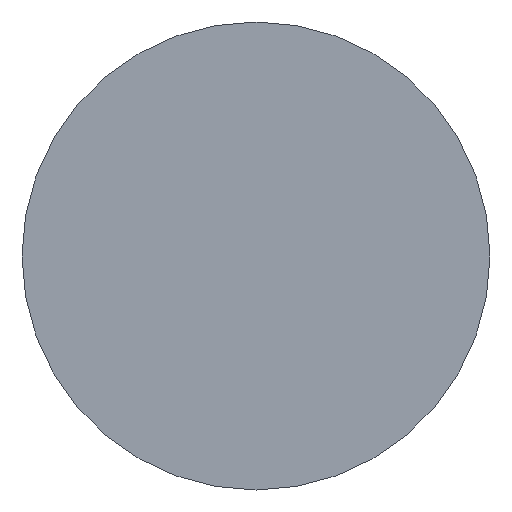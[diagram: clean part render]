
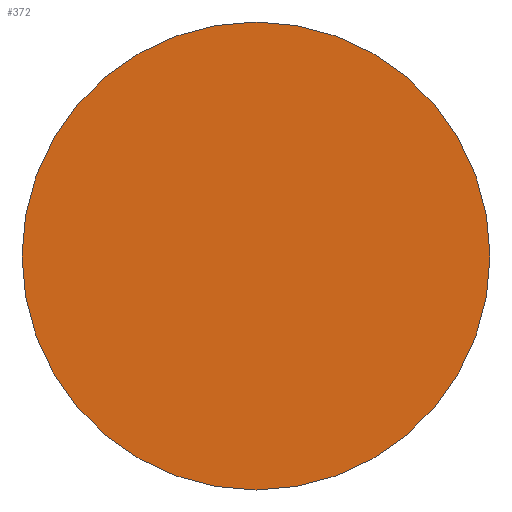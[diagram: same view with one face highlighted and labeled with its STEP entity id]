
A CAD part, front view. The second image highlights one B-rep face of the part: STEP entity #372.
In plain terms, the highlighted planar face has unit normal (0, -1, 0).
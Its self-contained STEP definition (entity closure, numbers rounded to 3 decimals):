
#33 = CYLINDRICAL_SURFACE('',#34,0.5);
#34 = AXIS2_PLACEMENT_3D('',#35,#36,#37);
#35 = CARTESIAN_POINT('',(0.,0.26,0.));
#36 = DIRECTION('',(0.,-1.,0.));
#37 = DIRECTION('',(1.,0.,0.));
#80 = VERTEX_POINT('',#81);
#81 = CARTESIAN_POINT('',(0.5,-0.25,0.));
#117 = CYLINDRICAL_SURFACE('',#118,0.5);
#118 = AXIS2_PLACEMENT_3D('',#119,#120,#121);
#119 = CARTESIAN_POINT('',(0.,0.26,0.));
#120 = DIRECTION('',(0.,-1.,0.));
#121 = DIRECTION('',(-1.,0.,0.));
#151 = EDGE_CURVE('',#80,#152,#154,.T.);
#152 = VERTEX_POINT('',#153);
#153 = CARTESIAN_POINT('',(-0.5,-0.25,0.));
#154 = SURFACE_CURVE('',#155,(#160,#189),.PCURVE_S1.);
#155 = CIRCLE('',#156,0.5);
#156 = AXIS2_PLACEMENT_3D('',#157,#158,#159);
#157 = CARTESIAN_POINT('',(0.,-0.25,0.));
#158 = DIRECTION('',(0.,1.,0.));
#159 = DIRECTION('',(1.,0.,0.));
#160 = PCURVE('',#33,#161);
#161 = DEFINITIONAL_REPRESENTATION('',(#162),#188);
#162 = B_SPLINE_CURVE_WITH_KNOTS('',3,(#163,#164,#165,#166,#167,#168,
    #169,#170,#171,#172,#173,#174,#175,#176,#177,#178,#179,#180,#181,
    #182,#183,#184,#185,#186,#187),.UNSPECIFIED.,.F.,.F.,(4,1,1,1,1,1,1,
    1,1,1,1,1,1,1,1,1,1,1,1,1,1,1,4),(0.,0.143,0.286,
    0.428,0.571,0.714,0.857,
    1.,1.142,1.285,1.428,
    1.571,1.714,1.856,1.999,
    2.142,2.285,2.428,2.57,
    2.713,2.856,2.999,3.142),
  .QUASI_UNIFORM_KNOTS.);
#163 = CARTESIAN_POINT('',(6.283,0.51));
#164 = CARTESIAN_POINT('',(6.236,0.51));
#165 = CARTESIAN_POINT('',(6.14,0.51));
#166 = CARTESIAN_POINT('',(5.998,0.51));
#167 = CARTESIAN_POINT('',(5.855,0.51));
#168 = CARTESIAN_POINT('',(5.712,0.51));
#169 = CARTESIAN_POINT('',(5.569,0.51));
#170 = CARTESIAN_POINT('',(5.426,0.51));
#171 = CARTESIAN_POINT('',(5.284,0.51));
#172 = CARTESIAN_POINT('',(5.141,0.51));
#173 = CARTESIAN_POINT('',(4.998,0.51));
#174 = CARTESIAN_POINT('',(4.855,0.51));
#175 = CARTESIAN_POINT('',(4.712,0.51));
#176 = CARTESIAN_POINT('',(4.57,0.51));
#177 = CARTESIAN_POINT('',(4.427,0.51));
#178 = CARTESIAN_POINT('',(4.284,0.51));
#179 = CARTESIAN_POINT('',(4.141,0.51));
#180 = CARTESIAN_POINT('',(3.998,0.51));
#181 = CARTESIAN_POINT('',(3.856,0.51));
#182 = CARTESIAN_POINT('',(3.713,0.51));
#183 = CARTESIAN_POINT('',(3.57,0.51));
#184 = CARTESIAN_POINT('',(3.427,0.51));
#185 = CARTESIAN_POINT('',(3.284,0.51));
#186 = CARTESIAN_POINT('',(3.189,0.51));
#187 = CARTESIAN_POINT('',(3.142,0.51));
#188 = ( GEOMETRIC_REPRESENTATION_CONTEXT(2) 
PARAMETRIC_REPRESENTATION_CONTEXT() REPRESENTATION_CONTEXT('2D SPACE',''
  ) );
#189 = PCURVE('',#190,#195);
#190 = PLANE('',#191);
#191 = AXIS2_PLACEMENT_3D('',#192,#193,#194);
#192 = CARTESIAN_POINT('',(0.,-0.25,0.));
#193 = DIRECTION('',(0.,-1.,0.));
#194 = DIRECTION('',(1.,0.,0.));
#195 = DEFINITIONAL_REPRESENTATION('',(#196),#204);
#196 = ( BOUNDED_CURVE() B_SPLINE_CURVE(2,(#197,#198,#199,#200,#201,#202
,#203),.UNSPECIFIED.,.F.,.F.) B_SPLINE_CURVE_WITH_KNOTS((1,2,2,2,2,1),(
    -2.094,0.,2.094,4.189,6.283,
8.378),.UNSPECIFIED.) CURVE() GEOMETRIC_REPRESENTATION_ITEM() 
RATIONAL_B_SPLINE_CURVE((1.,0.5,1.,0.5,1.,0.5,1.)) REPRESENTATION_ITEM(
  '') );
#197 = CARTESIAN_POINT('',(0.5,0.));
#198 = CARTESIAN_POINT('',(0.5,-0.866));
#199 = CARTESIAN_POINT('',(-0.25,-0.433));
#200 = CARTESIAN_POINT('',(-1.,0.));
#201 = CARTESIAN_POINT('',(-0.25,0.433));
#202 = CARTESIAN_POINT('',(0.5,0.866));
#203 = CARTESIAN_POINT('',(0.5,0.));
#204 = ( GEOMETRIC_REPRESENTATION_CONTEXT(2) 
PARAMETRIC_REPRESENTATION_CONTEXT() REPRESENTATION_CONTEXT('2D SPACE',''
  ) );
#274 = EDGE_CURVE('',#152,#80,#275,.T.);
#275 = SURFACE_CURVE('',#276,(#281,#310),.PCURVE_S1.);
#276 = CIRCLE('',#277,0.5);
#277 = AXIS2_PLACEMENT_3D('',#278,#279,#280);
#278 = CARTESIAN_POINT('',(0.,-0.25,0.));
#279 = DIRECTION('',(0.,1.,0.));
#280 = DIRECTION('',(-1.,0.,0.));
#281 = PCURVE('',#117,#282);
#282 = DEFINITIONAL_REPRESENTATION('',(#283),#309);
#283 = B_SPLINE_CURVE_WITH_KNOTS('',3,(#284,#285,#286,#287,#288,#289,
    #290,#291,#292,#293,#294,#295,#296,#297,#298,#299,#300,#301,#302,
    #303,#304,#305,#306,#307,#308),.UNSPECIFIED.,.F.,.F.,(4,1,1,1,1,1,1,
    1,1,1,1,1,1,1,1,1,1,1,1,1,1,1,4),(0.,0.143,0.286,
    0.428,0.571,0.714,0.857,
    1.,1.142,1.285,1.428,
    1.571,1.714,1.856,1.999,
    2.142,2.285,2.428,2.57,
    2.713,2.856,2.999,3.142),
  .QUASI_UNIFORM_KNOTS.);
#284 = CARTESIAN_POINT('',(6.283,0.51));
#285 = CARTESIAN_POINT('',(6.236,0.51));
#286 = CARTESIAN_POINT('',(6.14,0.51));
#287 = CARTESIAN_POINT('',(5.998,0.51));
#288 = CARTESIAN_POINT('',(5.855,0.51));
#289 = CARTESIAN_POINT('',(5.712,0.51));
#290 = CARTESIAN_POINT('',(5.569,0.51));
#291 = CARTESIAN_POINT('',(5.426,0.51));
#292 = CARTESIAN_POINT('',(5.284,0.51));
#293 = CARTESIAN_POINT('',(5.141,0.51));
#294 = CARTESIAN_POINT('',(4.998,0.51));
#295 = CARTESIAN_POINT('',(4.855,0.51));
#296 = CARTESIAN_POINT('',(4.712,0.51));
#297 = CARTESIAN_POINT('',(4.57,0.51));
#298 = CARTESIAN_POINT('',(4.427,0.51));
#299 = CARTESIAN_POINT('',(4.284,0.51));
#300 = CARTESIAN_POINT('',(4.141,0.51));
#301 = CARTESIAN_POINT('',(3.998,0.51));
#302 = CARTESIAN_POINT('',(3.856,0.51));
#303 = CARTESIAN_POINT('',(3.713,0.51));
#304 = CARTESIAN_POINT('',(3.57,0.51));
#305 = CARTESIAN_POINT('',(3.427,0.51));
#306 = CARTESIAN_POINT('',(3.284,0.51));
#307 = CARTESIAN_POINT('',(3.189,0.51));
#308 = CARTESIAN_POINT('',(3.142,0.51));
#309 = ( GEOMETRIC_REPRESENTATION_CONTEXT(2) 
PARAMETRIC_REPRESENTATION_CONTEXT() REPRESENTATION_CONTEXT('2D SPACE',''
  ) );
#310 = PCURVE('',#190,#311);
#311 = DEFINITIONAL_REPRESENTATION('',(#312),#320);
#312 = ( BOUNDED_CURVE() B_SPLINE_CURVE(2,(#313,#314,#315,#316,#317,#318
,#319),.UNSPECIFIED.,.F.,.F.) B_SPLINE_CURVE_WITH_KNOTS((1,2,2,2,2,1),(
    -2.094,0.,2.094,4.189,6.283,
8.378),.UNSPECIFIED.) CURVE() GEOMETRIC_REPRESENTATION_ITEM() 
RATIONAL_B_SPLINE_CURVE((1.,0.5,1.,0.5,1.,0.5,1.)) REPRESENTATION_ITEM(
  '') );
#313 = CARTESIAN_POINT('',(-0.5,0.));
#314 = CARTESIAN_POINT('',(-0.5,0.866));
#315 = CARTESIAN_POINT('',(0.25,0.433));
#316 = CARTESIAN_POINT('',(1.,0.));
#317 = CARTESIAN_POINT('',(0.25,-0.433));
#318 = CARTESIAN_POINT('',(-0.5,-0.866));
#319 = CARTESIAN_POINT('',(-0.5,0.));
#320 = ( GEOMETRIC_REPRESENTATION_CONTEXT(2) 
PARAMETRIC_REPRESENTATION_CONTEXT() REPRESENTATION_CONTEXT('2D SPACE',''
  ) );
#372 = ADVANCED_FACE('',(#373),#190,.T.);
#373 = FACE_BOUND('',#374,.F.);
#374 = EDGE_LOOP('',(#375,#376));
#375 = ORIENTED_EDGE('',*,*,#151,.T.);
#376 = ORIENTED_EDGE('',*,*,#274,.T.);
